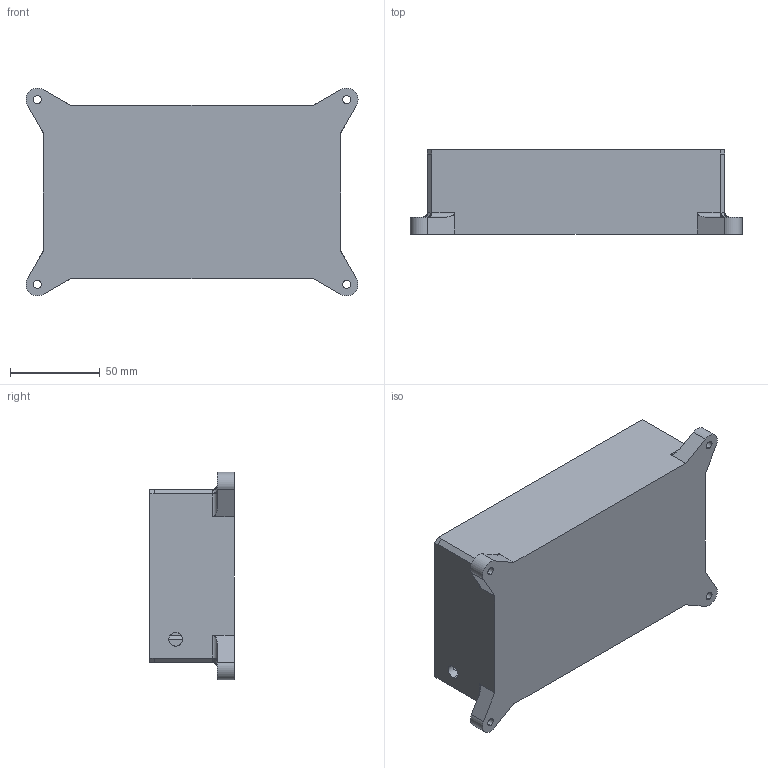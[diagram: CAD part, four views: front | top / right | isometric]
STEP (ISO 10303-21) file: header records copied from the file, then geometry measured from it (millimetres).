
FILE_DESCRIPTION (( 'STEP AP203' ), '1' );
FILE_NAME ('small box.STEP', '2017-04-07T14:04:25', ( '' ), ( '' ), 'SwSTEP 2.0', 'SolidWorks 2015', '' );
FILE_SCHEMA (( 'CONFIG_CONTROL_DESIGN' ));
Length unit declared in the file: inch
Products named in the file (1): small box
Bounding box: 184.91 x 47.12 x 115.66 mm (x, y, z)
Volume: 215806.8 mm3; surface area: 96790.3 mm2
Topology: 1 solids, 1 shells, 214 faces, 566 edges, 365 vertices
Faces by surface type: plane 125, cylinder 77, cone 8, bspline 4
Entity records: 6737 total; most frequent: CARTESIAN_POINT 1328, ORIENTED_EDGE 1116, DIRECTION 1094, EDGE_CURVE 558, VECTOR 392, LINE 392, VERTEX_POINT 365, AXIS2_PLACEMENT_3D 351
